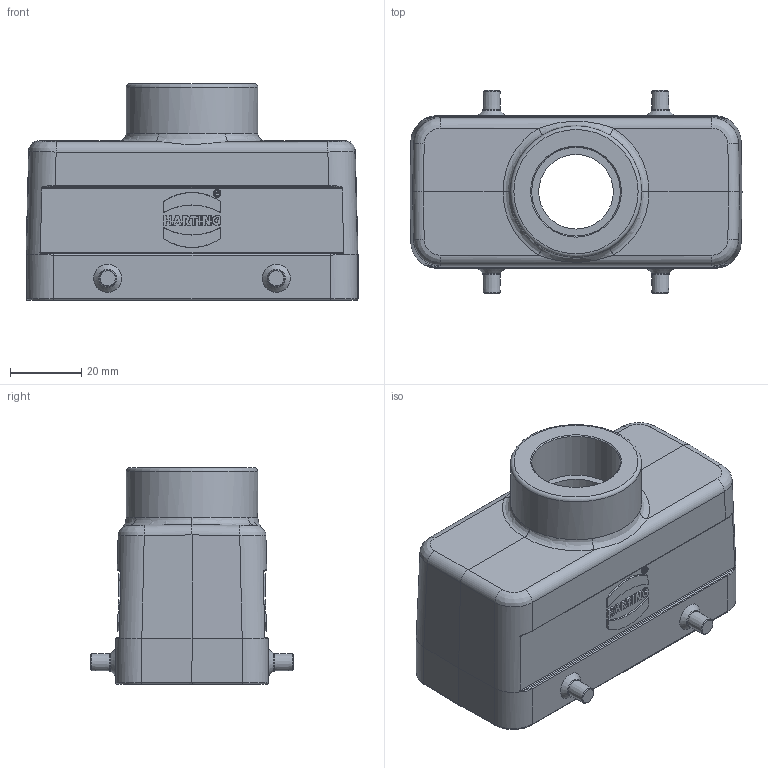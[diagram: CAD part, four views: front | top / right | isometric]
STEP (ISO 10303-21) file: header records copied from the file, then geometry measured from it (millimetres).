
FILE_DESCRIPTION(/* description */ (''),/* implementation_level */ '2;1');
FILE_NAME(/* name */ '100199191ugm000_b.stp',/* time_stamp */ '2017-01-10T11:40:21+01:00',/* author */ (''),/* organization */ (''),/* preprocessor_version */ 'ST-DEVELOPER v16',/* originating_system */ 'SIEMENS PLM Software NX 10.0',/* authorisation */ '');
FILE_SCHEMA (('AUTOMOTIVE_DESIGN { 1 0 10303 214 3 1 1 1 }'));
Length unit declared in the file: millimetre
Products named in the file (1): 100199191ugm000_b
Bounding box: 93.5 x 57.2 x 61 mm (x, y, z)
Volume: 54738.5 mm3; surface area: 32415.3 mm2
Topology: 1 solids, 1 shells, 441 faces, 1360 edges, 1207 vertices
Faces by surface type: plane 245, bspline 90, cylinder 77, cone 19, torus 10
Full cylindrical faces by diameter (mm): 3 x4, 21 x1, 25 x1, 37 x1
Entity records: 20836 total; most frequent: CARTESIAN_POINT 6398, ORIENTED_EDGE 2094, DIRECTION 1917, EDGE_CURVE 1047, LINE 715, VECTOR 715, PRESENTATION_STYLE_ASSIGNMENT 699, VERTEX_POINT 683
